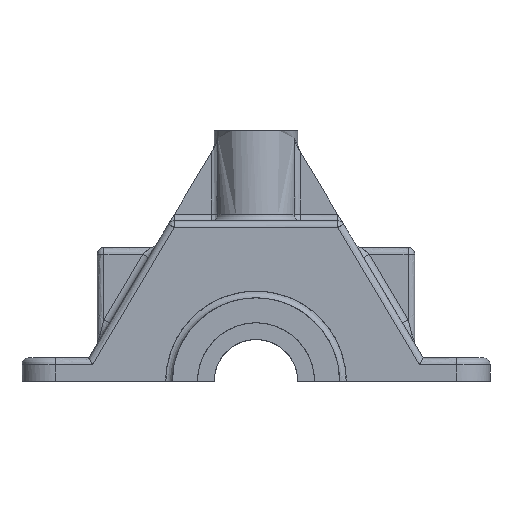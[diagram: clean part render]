
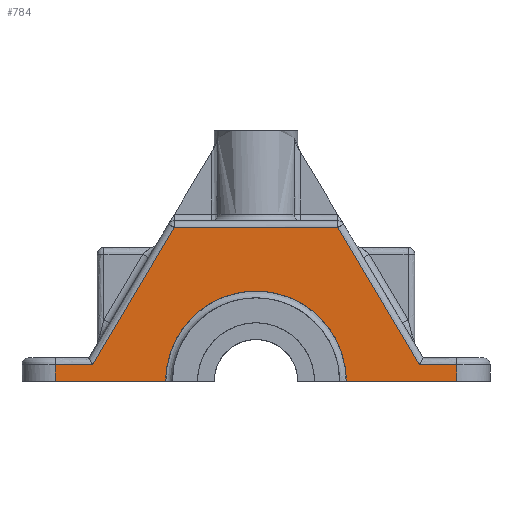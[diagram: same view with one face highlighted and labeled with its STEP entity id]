
A CAD part, front view. The second image highlights one B-rep face of the part: STEP entity #784.
In plain terms, the highlighted free-form (B-spline) face has degree [1, 1] with [2, 2] control points.
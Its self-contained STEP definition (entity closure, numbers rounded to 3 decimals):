
#784 = ADVANCED_FACE('',(#785),#860,.T.);
#785 = FACE_BOUND('',#786,.T.);
#786 = EDGE_LOOP('',(#787,#796,#803,#810,#817,#824,#831,#838,#845,#855)
  );
#787 = ORIENTED_EDGE('',*,*,#788,.T.);
#788 = EDGE_CURVE('',#789,#791,#793,.T.);
#789 = VERTEX_POINT('',#790);
#790 = CARTESIAN_POINT('',(59.671,-24.863,0.));
#791 = VERTEX_POINT('',#792);
#792 = CARTESIAN_POINT('',(59.671,-24.863,
    4.973));
#793 = B_SPLINE_CURVE_WITH_KNOTS('',1,(#794,#795),.UNSPECIFIED.,.F.,.F.,
  (2,2),(0.,5.),.PIECEWISE_BEZIER_KNOTS.);
#794 = CARTESIAN_POINT('',(59.671,-24.863,0.));
#795 = CARTESIAN_POINT('',(59.671,-24.863,
    4.973));
#796 = ORIENTED_EDGE('',*,*,#797,.T.);
#797 = EDGE_CURVE('',#791,#798,#800,.T.);
#798 = VERTEX_POINT('',#799);
#799 = CARTESIAN_POINT('',(48.595,-24.863,
    4.973));
#800 = B_SPLINE_CURVE_WITH_KNOTS('',1,(#801,#802),.UNSPECIFIED.,.F.,.F.,
  (2,2),(0.,11.137),.PIECEWISE_BEZIER_KNOTS.);
#801 = CARTESIAN_POINT('',(59.671,-24.863,
    4.973));
#802 = CARTESIAN_POINT('',(48.595,-24.863,
    4.973));
#803 = ORIENTED_EDGE('',*,*,#804,.T.);
#804 = EDGE_CURVE('',#798,#805,#807,.T.);
#805 = VERTEX_POINT('',#806);
#806 = CARTESIAN_POINT('',(24.324,-24.863,
    45.748));
#807 = B_SPLINE_CURVE_WITH_KNOTS('',1,(#808,#809),.UNSPECIFIED.,.F.,.F.,
  (2,2),(0.,47.714),.PIECEWISE_BEZIER_KNOTS.);
#808 = CARTESIAN_POINT('',(48.595,-24.863,
    4.973));
#809 = CARTESIAN_POINT('',(24.324,-24.863,
    45.748));
#810 = ORIENTED_EDGE('',*,*,#811,.T.);
#811 = EDGE_CURVE('',#805,#812,#814,.T.);
#812 = VERTEX_POINT('',#813);
#813 = CARTESIAN_POINT('',(-24.324,-24.863,
    45.748));
#814 = B_SPLINE_CURVE_WITH_KNOTS('',1,(#815,#816),.UNSPECIFIED.,.F.,.F.,
  (2,2),(0.,48.916),.PIECEWISE_BEZIER_KNOTS.);
#815 = CARTESIAN_POINT('',(24.324,-24.863,
    45.748));
#816 = CARTESIAN_POINT('',(-24.324,-24.863,
    45.748));
#817 = ORIENTED_EDGE('',*,*,#818,.T.);
#818 = EDGE_CURVE('',#812,#819,#821,.T.);
#819 = VERTEX_POINT('',#820);
#820 = CARTESIAN_POINT('',(-48.595,-24.863,
    4.973));
#821 = B_SPLINE_CURVE_WITH_KNOTS('',1,(#822,#823),.UNSPECIFIED.,.F.,.F.,
  (2,2),(0.,47.714),.PIECEWISE_BEZIER_KNOTS.);
#822 = CARTESIAN_POINT('',(-24.324,-24.863,
    45.748));
#823 = CARTESIAN_POINT('',(-48.595,-24.863,
    4.973));
#824 = ORIENTED_EDGE('',*,*,#825,.T.);
#825 = EDGE_CURVE('',#819,#826,#828,.T.);
#826 = VERTEX_POINT('',#827);
#827 = CARTESIAN_POINT('',(-59.671,-24.863,4.973
    ));
#828 = B_SPLINE_CURVE_WITH_KNOTS('',1,(#829,#830),.UNSPECIFIED.,.F.,.F.,
  (2,2),(0.,11.137),.PIECEWISE_BEZIER_KNOTS.);
#829 = CARTESIAN_POINT('',(-48.595,-24.863,
    4.973));
#830 = CARTESIAN_POINT('',(-59.671,-24.863,4.973
    ));
#831 = ORIENTED_EDGE('',*,*,#832,.T.);
#832 = EDGE_CURVE('',#826,#833,#835,.T.);
#833 = VERTEX_POINT('',#834);
#834 = CARTESIAN_POINT('',(-59.671,-24.863,0.));
#835 = B_SPLINE_CURVE_WITH_KNOTS('',1,(#836,#837),.UNSPECIFIED.,.F.,.F.,
  (2,2),(0.,5.),.PIECEWISE_BEZIER_KNOTS.);
#836 = CARTESIAN_POINT('',(-59.671,-24.863,4.973
    ));
#837 = CARTESIAN_POINT('',(-59.671,-24.863,0.));
#838 = ORIENTED_EDGE('',*,*,#839,.T.);
#839 = EDGE_CURVE('',#833,#840,#842,.T.);
#840 = VERTEX_POINT('',#841);
#841 = CARTESIAN_POINT('',(-26.852,-24.863,
    0.));
#842 = B_SPLINE_CURVE_WITH_KNOTS('',1,(#843,#844),.UNSPECIFIED.,.F.,.F.,
  (2,2),(0.,33.),.PIECEWISE_BEZIER_KNOTS.);
#843 = CARTESIAN_POINT('',(-59.671,-24.863,0.));
#844 = CARTESIAN_POINT('',(-26.852,-24.863,0.));
#845 = ORIENTED_EDGE('',*,*,#846,.T.);
#846 = EDGE_CURVE('',#840,#847,#849,.T.);
#847 = VERTEX_POINT('',#848);
#848 = CARTESIAN_POINT('',(26.852,-24.863,
    0.));
#849 = ( BOUNDED_CURVE() B_SPLINE_CURVE(2,(#850,#851,#852,#853,#854),
.UNSPECIFIED.,.F.,.F.) B_SPLINE_CURVE_WITH_KNOTS((3,2,3),(3.142,
4.712,6.283),.PIECEWISE_BEZIER_KNOTS.) CURVE() 
GEOMETRIC_REPRESENTATION_ITEM() RATIONAL_B_SPLINE_CURVE((1.,
0.707,1.,0.707,1.)) REPRESENTATION_ITEM('') );
#850 = CARTESIAN_POINT('',(-26.852,-24.863,
    0.));
#851 = CARTESIAN_POINT('',(-26.852,-24.863,
    26.852));
#852 = CARTESIAN_POINT('',(0.,-24.863,
    26.852));
#853 = CARTESIAN_POINT('',(26.852,-24.863,
    26.852));
#854 = CARTESIAN_POINT('',(26.852,-24.863,
    0.));
#855 = ORIENTED_EDGE('',*,*,#856,.T.);
#856 = EDGE_CURVE('',#847,#789,#857,.T.);
#857 = B_SPLINE_CURVE_WITH_KNOTS('',1,(#858,#859),.UNSPECIFIED.,.F.,.F.,
  (2,2),(0.,33.),.PIECEWISE_BEZIER_KNOTS.);
#858 = CARTESIAN_POINT('',(26.852,-24.863,0.));
#859 = CARTESIAN_POINT('',(59.671,-24.863,0.));
#860 = B_SPLINE_SURFACE_WITH_KNOTS('',1,1,(
    (#861,#862)
    ,(#863,#864
    )),.UNSPECIFIED.,.F.,.F.,.F.,(2,2),(2,2),(-46.,0.),(
    -60.,60.),.PIECEWISE_BEZIER_KNOTS.);
#861 = CARTESIAN_POINT('',(-59.671,-24.863,
    45.748));
#862 = CARTESIAN_POINT('',(59.671,-24.863,
    45.748));
#863 = CARTESIAN_POINT('',(-59.671,-24.863,
    0.));
#864 = CARTESIAN_POINT('',(59.671,-24.863,
    0.));
